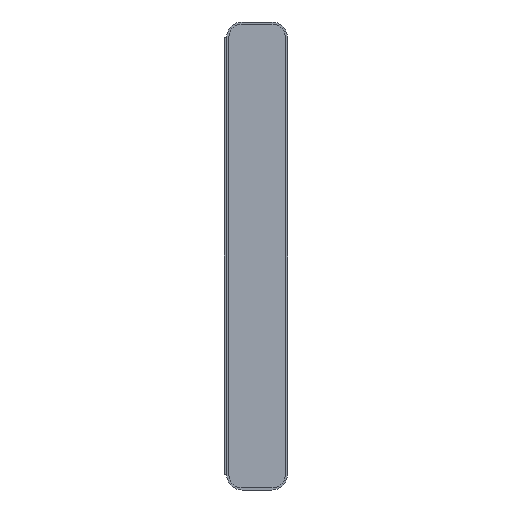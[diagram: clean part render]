
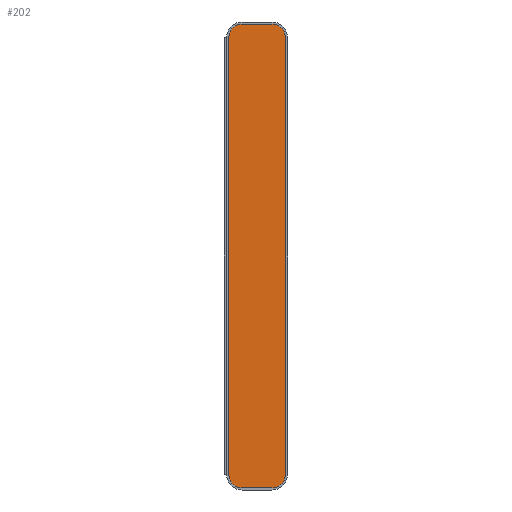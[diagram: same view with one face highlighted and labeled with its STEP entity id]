
A CAD part, left-side view. The second image highlights one B-rep face of the part: STEP entity #202.
In plain terms, the highlighted planar face has unit normal (-1, 0, 0).
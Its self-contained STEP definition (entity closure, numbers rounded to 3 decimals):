
#202 = ADVANCED_FACE( '', ( #435 ), #436, .T. );
#435 = FACE_OUTER_BOUND( '', #688, .T. );
#436 = PLANE( '', #689 );
#688 = EDGE_LOOP( '', ( #1241, #1242, #1243, #1244, #1245, #1246, #1247, #1248 ) );
#689 = AXIS2_PLACEMENT_3D( '', #1249, #1250, #1251 );
#1241 = ORIENTED_EDGE( '', *, *, #1569, .T. );
#1242 = ORIENTED_EDGE( '', *, *, #1626, .T. );
#1243 = ORIENTED_EDGE( '', *, *, #1612, .T. );
#1244 = ORIENTED_EDGE( '', *, *, #1581, .T. );
#1245 = ORIENTED_EDGE( '', *, *, #1533, .T. );
#1246 = ORIENTED_EDGE( '', *, *, #1420, .T. );
#1247 = ORIENTED_EDGE( '', *, *, #1560, .T. );
#1248 = ORIENTED_EDGE( '', *, *, #1606, .T. );
#1249 = CARTESIAN_POINT( '', ( -37.495, -0.475, -7. ) );
#1250 = DIRECTION( '', ( -1., 0., 0. ) );
#1251 = DIRECTION( '', ( 0., -1., 0. ) );
#1420 = EDGE_CURVE( '', #1680, #1677, #1681, .T. );
#1533 = EDGE_CURVE( '', #1867, #1680, #1868, .T. );
#1560 = EDGE_CURVE( '', #1677, #1905, #1907, .T. );
#1569 = EDGE_CURVE( '', #1918, #1916, #1919, .T. );
#1581 = EDGE_CURVE( '', #1932, #1867, #1933, .T. );
#1606 = EDGE_CURVE( '', #1905, #1918, #1964, .T. );
#1612 = EDGE_CURVE( '', #1971, #1932, #1972, .T. );
#1626 = EDGE_CURVE( '', #1916, #1971, #1988, .T. );
#1677 = VERTEX_POINT( '', #2053 );
#1680 = VERTEX_POINT( '', #2057 );
#1681 = LINE( '', #2058, #2059 );
#1867 = VERTEX_POINT( '', #2305 );
#1868 = CIRCLE( '', #2306, 0.43 );
#1905 = VERTEX_POINT( '', #2354 );
#1907 = CIRCLE( '', #2357, 0.43 );
#1916 = VERTEX_POINT( '', #2369 );
#1918 = VERTEX_POINT( '', #2372 );
#1919 = CIRCLE( '', #2373, 0.43 );
#1932 = VERTEX_POINT( '', #2391 );
#1933 = LINE( '', #2392, #2393 );
#1964 = LINE( '', #2434, #2435 );
#1971 = VERTEX_POINT( '', #2443 );
#1972 = CIRCLE( '', #2444, 0.43 );
#1988 = LINE( '', #2465, #2466 );
#2053 = CARTESIAN_POINT( '', ( -37.495, 0.905, -7. ) );
#2057 = CARTESIAN_POINT( '', ( -37.495, 0.905, 7. ) );
#2058 = CARTESIAN_POINT( '', ( -37.495, 0.905, 7. ) );
#2059 = VECTOR( '', #2515, 1000. );
#2305 = CARTESIAN_POINT( '', ( -37.495, 0.475, 7.43 ) );
#2306 = AXIS2_PLACEMENT_3D( '', #2675, #2676, #2677 );
#2354 = CARTESIAN_POINT( '', ( -37.495, 0.475, -7.43 ) );
#2357 = AXIS2_PLACEMENT_3D( '', #2714, #2715, #2716 );
#2369 = CARTESIAN_POINT( '', ( -37.495, -0.905, -7. ) );
#2372 = CARTESIAN_POINT( '', ( -37.495, -0.475, -7.43 ) );
#2373 = AXIS2_PLACEMENT_3D( '', #2724, #2725, #2726 );
#2391 = CARTESIAN_POINT( '', ( -37.495, -0.475, 7.43 ) );
#2392 = CARTESIAN_POINT( '', ( -37.495, -0.475, 7.43 ) );
#2393 = VECTOR( '', #2735, 1000. );
#2434 = CARTESIAN_POINT( '', ( -37.495, 0.475, -7.43 ) );
#2435 = VECTOR( '', #2761, 1000. );
#2443 = CARTESIAN_POINT( '', ( -37.495, -0.905, 7. ) );
#2444 = AXIS2_PLACEMENT_3D( '', #2766, #2767, #2768 );
#2465 = CARTESIAN_POINT( '', ( -37.495, -0.905, -7. ) );
#2466 = VECTOR( '', #2783, 1000. );
#2515 = DIRECTION( '', ( 0., 0., -1. ) );
#2675 = CARTESIAN_POINT( '', ( -37.495, 0.475, 7. ) );
#2676 = DIRECTION( '', ( -1., 0., 0. ) );
#2677 = DIRECTION( '', ( 0., -1., 0. ) );
#2714 = CARTESIAN_POINT( '', ( -37.495, 0.475, -7. ) );
#2715 = DIRECTION( '', ( -1., 0., 0. ) );
#2716 = DIRECTION( '', ( 0., 1., 0. ) );
#2724 = CARTESIAN_POINT( '', ( -37.495, -0.475, -7. ) );
#2725 = DIRECTION( '', ( -1., 0., 0. ) );
#2726 = DIRECTION( '', ( 0., 1., 0. ) );
#2735 = DIRECTION( '', ( 0., 1., 0. ) );
#2761 = DIRECTION( '', ( 0., -1., 0. ) );
#2766 = CARTESIAN_POINT( '', ( -37.495, -0.475, 7. ) );
#2767 = DIRECTION( '', ( -1., 0., 0. ) );
#2768 = DIRECTION( '', ( 0., 1., 0. ) );
#2783 = DIRECTION( '', ( 0., 0., 1. ) );
